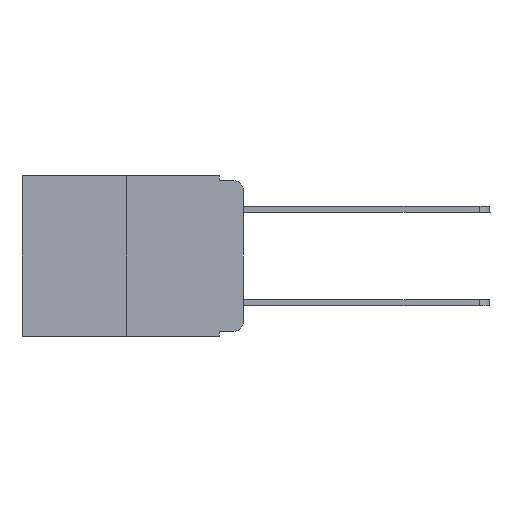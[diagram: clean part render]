
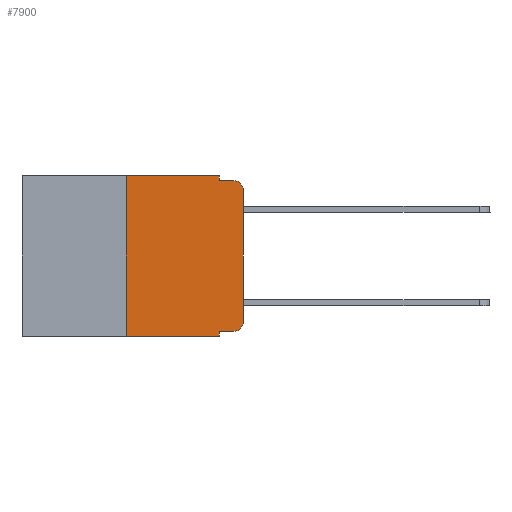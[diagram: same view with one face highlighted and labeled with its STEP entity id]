
A CAD part, left-side view. The second image highlights one B-rep face of the part: STEP entity #7900.
In plain terms, the highlighted planar face has unit normal (-1, 0, 0).
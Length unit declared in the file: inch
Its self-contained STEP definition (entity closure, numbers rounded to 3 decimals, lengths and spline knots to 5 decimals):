
#226 = VECTOR ( 'NONE', #15030, 39.37008 ) ;
#377 = ORIENTED_EDGE ( 'NONE', *, *, #10133, .T. ) ;
#427 = VERTEX_POINT ( 'NONE', #12596 ) ;
#662 = ORIENTED_EDGE ( 'NONE', *, *, #6436, .F. ) ;
#1108 = DIRECTION ( 'NONE',  ( 1., 0., 0. ) ) ;
#1228 = LINE ( 'NONE', #5404, #10465 ) ;
#1277 = CARTESIAN_POINT ( 'NONE',  ( 0., 0.051, 0. ) ) ;
#1562 = EDGE_CURVE ( 'NONE', #14570, #5374, #7102, .T. ) ;
#2046 = DIRECTION ( 'NONE',  ( -1., 0., 0. ) ) ;
#2142 = EDGE_CURVE ( 'NONE', #14526, #427, #15611, .T. ) ;
#2144 = ORIENTED_EDGE ( 'NONE', *, *, #12829, .F. ) ;
#2391 = CIRCLE ( 'NONE', #2431, 0.02 ) ;
#2431 = AXIS2_PLACEMENT_3D ( 'NONE', #8999, #2046, #7452 ) ;
#2519 = CARTESIAN_POINT ( 'NONE',  ( 0., 0.051, -0.01 ) ) ;
#3199 = AXIS2_PLACEMENT_3D ( 'NONE', #12636, #1108, #17011 ) ;
#3301 = VERTEX_POINT ( 'NONE', #10071 ) ;
#3529 = PLANE ( 'NONE',  #3199 ) ;
#3662 = DIRECTION ( 'NONE',  ( 0., -1., 0. ) ) ;
#4048 = CARTESIAN_POINT ( 'NONE',  ( 0., 0.25, -0.343 ) ) ;
#4062 = DIRECTION ( 'NONE',  ( 0., 0., -1. ) ) ;
#4266 = VERTEX_POINT ( 'NONE', #5897 ) ;
#4396 = ORIENTED_EDGE ( 'NONE', *, *, #2142, .F. ) ;
#5153 = DIRECTION ( 'NONE',  ( 0., -1., 0. ) ) ;
#5306 = ORIENTED_EDGE ( 'NONE', *, *, #1562, .T. ) ;
#5374 = VERTEX_POINT ( 'NONE', #9194 ) ;
#5404 = CARTESIAN_POINT ( 'NONE',  ( 0., 0., 0. ) ) ;
#5409 = EDGE_CURVE ( 'NONE', #9215, #9981, #1228, .T. ) ;
#5474 = ORIENTED_EDGE ( 'NONE', *, *, #9003, .T. ) ;
#5607 = FACE_OUTER_BOUND ( 'NONE', #16221, .T. ) ;
#5897 = CARTESIAN_POINT ( 'NONE',  ( 0., 0.25, 0. ) ) ;
#6235 = LINE ( 'NONE', #2519, #9532 ) ;
#6277 = ORIENTED_EDGE ( 'NONE', *, *, #16205, .F. ) ;
#6297 = VECTOR ( 'NONE', #12042, 39.37008 ) ;
#6436 = EDGE_CURVE ( 'NONE', #14570, #7084, #14845, .T. ) ;
#7005 = CARTESIAN_POINT ( 'NONE',  ( 0., 0.473, 0. ) ) ;
#7084 = VERTEX_POINT ( 'NONE', #16776 ) ;
#7102 = LINE ( 'NONE', #15657, #13734 ) ;
#7452 = DIRECTION ( 'NONE',  ( 0., 0., -1. ) ) ;
#7900 = ADVANCED_FACE ( 'NONE', ( #5607 ), #3529, .F. ) ;
#8143 = CARTESIAN_POINT ( 'NONE',  ( 0., 0.051, 0. ) ) ;
#8400 = DIRECTION ( 'NONE',  ( 0., 0., -1. ) ) ;
#8451 = ORIENTED_EDGE ( 'NONE', *, *, #5409, .T. ) ;
#8758 = VECTOR ( 'NONE', #13708, 39.37008 ) ;
#8999 = CARTESIAN_POINT ( 'NONE',  ( 0., 0.02, -0.313 ) ) ;
#9003 = EDGE_CURVE ( 'NONE', #5374, #9215, #2391, .T. ) ;
#9190 = EDGE_CURVE ( 'NONE', #427, #3301, #6235, .T. ) ;
#9194 = CARTESIAN_POINT ( 'NONE',  ( 0., 0.02, -0.333 ) ) ;
#9215 = VERTEX_POINT ( 'NONE', #17207 ) ;
#9532 = VECTOR ( 'NONE', #5153, 39.37008 ) ;
#9903 = ORIENTED_EDGE ( 'NONE', *, *, #11193, .T. ) ;
#9943 = CIRCLE ( 'NONE', #15913, 0.02 ) ;
#9981 = VERTEX_POINT ( 'NONE', #14438 ) ;
#10037 = LINE ( 'NONE', #16190, #11302 ) ;
#10071 = CARTESIAN_POINT ( 'NONE',  ( 0., 0.02, -0.01 ) ) ;
#10133 = EDGE_CURVE ( 'NONE', #13479, #7084, #15206, .T. ) ;
#10465 = VECTOR ( 'NONE', #11834, 39.37008 ) ;
#10866 = ORIENTED_EDGE ( 'NONE', *, *, #9190, .F. ) ;
#11193 = EDGE_CURVE ( 'NONE', #9981, #3301, #9943, .T. ) ;
#11302 = VECTOR ( 'NONE', #13469, 39.37008 ) ;
#11834 = DIRECTION ( 'NONE',  ( 0., 0., 1. ) ) ;
#11926 = CARTESIAN_POINT ( 'NONE',  ( 0., 0.051, 0. ) ) ;
#12042 = DIRECTION ( 'NONE',  ( 0., 0., -1. ) ) ;
#12230 = CARTESIAN_POINT ( 'NONE',  ( 0., 0.051, -0.333 ) ) ;
#12596 = CARTESIAN_POINT ( 'NONE',  ( 0., 0.051, -0.01 ) ) ;
#12636 = CARTESIAN_POINT ( 'NONE',  ( 0., 0.473, 0. ) ) ;
#12829 = EDGE_CURVE ( 'NONE', #4266, #14526, #17246, .T. ) ;
#13469 = DIRECTION ( 'NONE',  ( 0., 0., 1. ) ) ;
#13479 = VERTEX_POINT ( 'NONE', #4048 ) ;
#13494 = CARTESIAN_POINT ( 'NONE',  ( 0., 0.02, -0.03 ) ) ;
#13708 = DIRECTION ( 'NONE',  ( 0., -1., 0. ) ) ;
#13734 = VECTOR ( 'NONE', #3662, 39.37008 ) ;
#14438 = CARTESIAN_POINT ( 'NONE',  ( 0., 0., -0.03 ) ) ;
#14526 = VERTEX_POINT ( 'NONE', #8143 ) ;
#14570 = VERTEX_POINT ( 'NONE', #12230 ) ;
#14845 = LINE ( 'NONE', #1277, #6297 ) ;
#15030 = DIRECTION ( 'NONE',  ( 0., -1., 0. ) ) ;
#15206 = LINE ( 'NONE', #16091, #8758 ) ;
#15611 = LINE ( 'NONE', #11926, #16883 ) ;
#15657 = CARTESIAN_POINT ( 'NONE',  ( 0., 0.051, -0.333 ) ) ;
#15913 = AXIS2_PLACEMENT_3D ( 'NONE', #13494, #16400, #8400 ) ;
#16091 = CARTESIAN_POINT ( 'NONE',  ( 0., 0.473, -0.343 ) ) ;
#16190 = CARTESIAN_POINT ( 'NONE',  ( 0., 0.25, 0. ) ) ;
#16205 = EDGE_CURVE ( 'NONE', #13479, #4266, #10037, .T. ) ;
#16221 = EDGE_LOOP ( 'NONE', ( #8451, #9903, #10866, #4396, #2144, #6277, #377, #662, #5306, #5474 ) ) ;
#16400 = DIRECTION ( 'NONE',  ( -1., 0., 0. ) ) ;
#16776 = CARTESIAN_POINT ( 'NONE',  ( 0., 0.051, -0.343 ) ) ;
#16883 = VECTOR ( 'NONE', #4062, 39.37008 ) ;
#17011 = DIRECTION ( 'NONE',  ( 0., 0., -1. ) ) ;
#17207 = CARTESIAN_POINT ( 'NONE',  ( 0., 0., -0.313 ) ) ;
#17246 = LINE ( 'NONE', #7005, #226 ) ;
